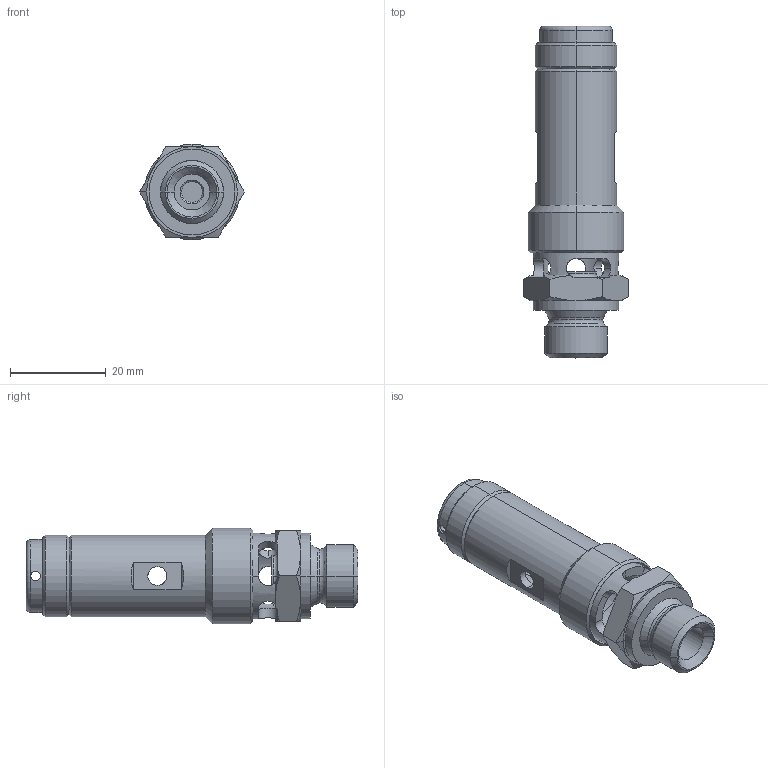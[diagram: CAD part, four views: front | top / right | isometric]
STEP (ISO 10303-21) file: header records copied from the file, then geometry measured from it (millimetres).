
FILE_DESCRIPTION (( 'STEP AP214' ), '1' );
FILE_NAME ('810 1-4 Dummy.STEP', '2011-12-14T08:22:27', ( 'Blankenhorn' ), ( '' ), 'SwSTEP 2.0', 'SolidWorks 2011', '' );
FILE_SCHEMA (( 'AUTOMOTIVE_DESIGN' ));
Length unit declared in the file: millimetre
Products named in the file (1): 810 1-4 Dummy
Bounding box: 21.94 x 69.5 x 20 mm (x, y, z)
Volume: 8173.5 mm3; surface area: 9273.4 mm2
Topology: 4 solids, 4 shells, 245 faces, 616 edges, 386 vertices
Faces by surface type: cylinder 110, plane 67, cone 50, torus 18
Entity records: 10904 total; most frequent: CARTESIAN_POINT 2208, DIRECTION 1278, ORIENTED_EDGE 1232, EDGE_CURVE 616, AXIS2_PLACEMENT_3D 520, VERTEX_POINT 386, EDGE_LOOP 278, CIRCLE 274
